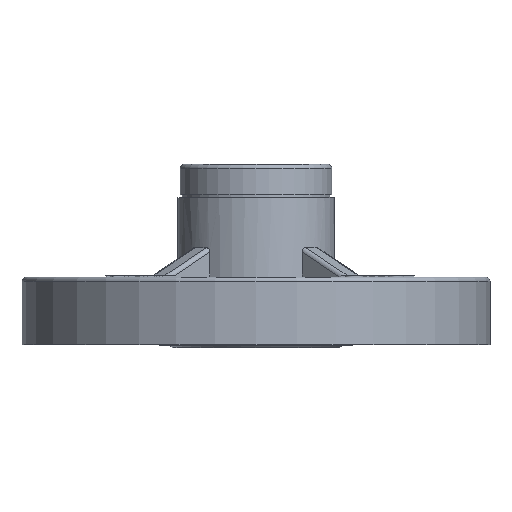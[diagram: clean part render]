
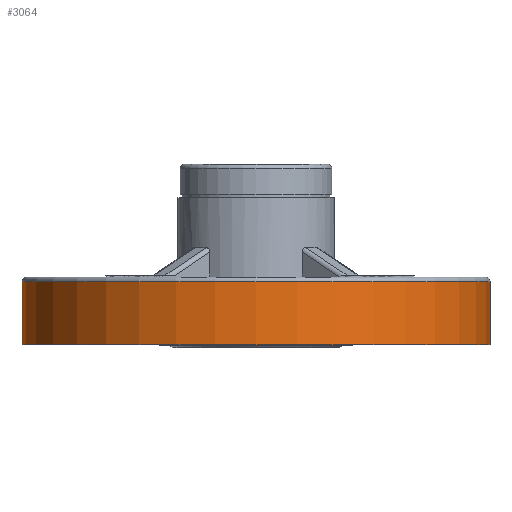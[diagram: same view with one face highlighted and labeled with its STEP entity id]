
A CAD part, front view. The second image highlights one B-rep face of the part: STEP entity #3064.
In plain terms, the highlighted cylindrical face has radius 52.7 mm (diameter 105.4 mm), a full revolution.
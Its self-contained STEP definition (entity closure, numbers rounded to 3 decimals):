
#2906=CYLINDRICAL_SURFACE('',#10563,52.7);
#3064=ADVANCED_FACE('',(#3985,#3986),#2906,.T.);
#3985=FACE_BOUND('',#4144,.T.);
#3986=FACE_BOUND('',#4145,.T.);
#4144=EDGE_LOOP('',(#5324));
#4145=EDGE_LOOP('',(#5325));
#5324=ORIENTED_EDGE('',*,*,#9207,.T.);
#5325=ORIENTED_EDGE('',*,*,#9176,.T.);
#8182=VERTEX_POINT('',#17414);
#8207=VERTEX_POINT('',#17568);
#9176=EDGE_CURVE('',#8182,#8182,#10238,.T.);
#9207=EDGE_CURVE('',#8207,#8207,#10251,.T.);
#10238=CIRCLE('',#10541,52.7);
#10251=CIRCLE('',#10562,52.7);
#10541=AXIS2_PLACEMENT_3D('',#17413,#11592,#11593);
#10562=AXIS2_PLACEMENT_3D('',#17567,#11646,#11647);
#10563=AXIS2_PLACEMENT_3D('',#17569,#11648,#11649);
#11592=DIRECTION('',(0.,0.,1.));
#11593=DIRECTION('',(1.,0.,0.));
#11646=DIRECTION('',(0.,0.,-1.));
#11647=DIRECTION('',(1.,0.,0.));
#11648=DIRECTION('',(0.,0.,1.));
#11649=DIRECTION('',(-1.,0.,0.));
#17413=CARTESIAN_POINT('',(-202.,-760.,0.));
#17414=CARTESIAN_POINT('',(-149.3,-760.,0.));
#17567=CARTESIAN_POINT('',(-202.,-760.,14.2));
#17568=CARTESIAN_POINT('',(-149.3,-760.,14.2));
#17569=CARTESIAN_POINT('',(-202.,-760.,0.));
